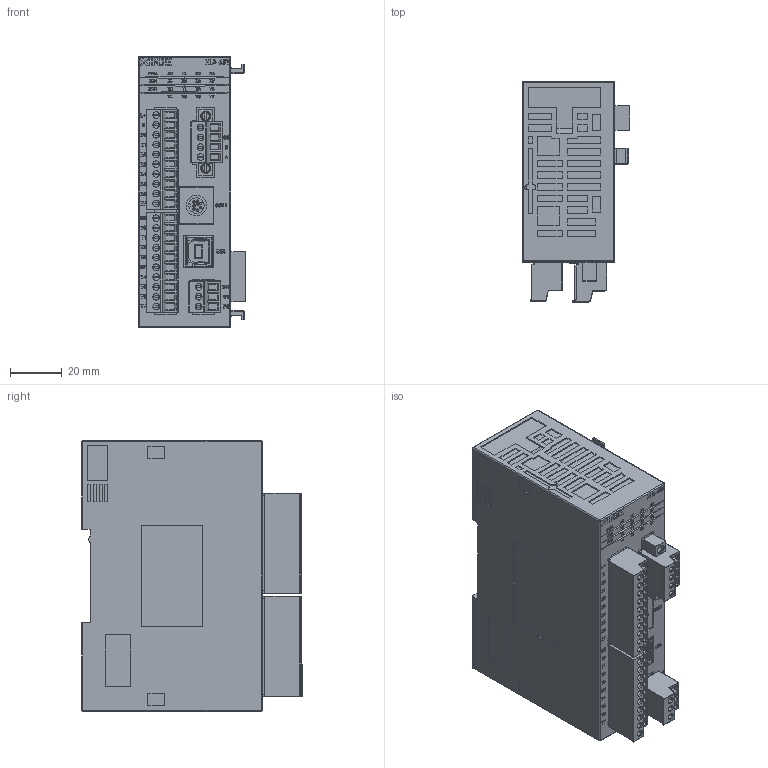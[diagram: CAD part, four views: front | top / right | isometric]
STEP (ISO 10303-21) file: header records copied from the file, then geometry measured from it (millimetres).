
FILE_DESCRIPTION(/* description */ (''),/* implementation_level */ '2;1');
FILE_NAME(/* name */ 'XL3-16T',/* time_stamp */ '2022-08-22T09:35:43+08:00',/* author */ (''),/* organization */ (''),/* preprocessor_version */ 'ST-DEVELOPER v16.5',/* originating_system */ '',/* authorisation */ '');
FILE_SCHEMA (('CONFIG_CONTROL_DESIGN'));
Products named in the file (1): Document
Bounding box: 41.8 x 85.57 x 105 mm (x, y, z)
Volume: 270994.6 mm3; surface area: 40435.3 mm2
Topology: 1 solids, 114 shells, 2797 faces, 8089 edges, 5579 vertices
Faces by surface type: plane 1971, cylinder 463, bspline 363
Entity records: 122203 total; most frequent: CARTESIAN_POINT 70213, ORIENTED_EDGE 15002, EDGE_CURVE 8081, B_SPLINE_CURVE_WITH_KNOTS 6717, VERTEX_POINT 5579, EDGE_LOOP 3047, ADVANCED_FACE 2797, FACE_OUTER_BOUND 2797
